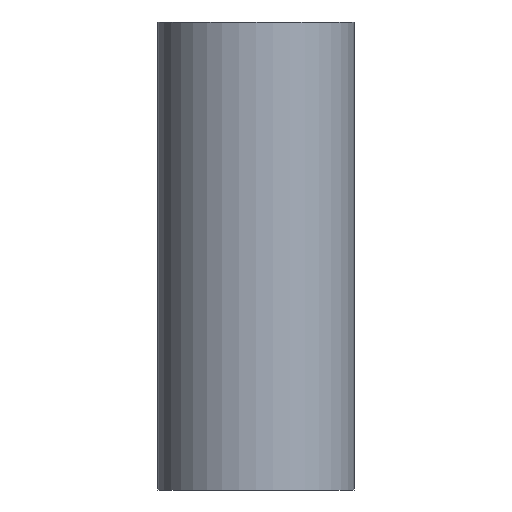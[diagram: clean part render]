
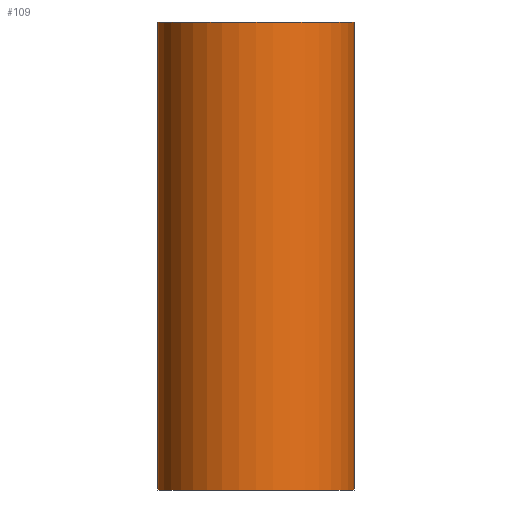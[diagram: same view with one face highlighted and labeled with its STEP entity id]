
A CAD part, front view. The second image highlights one B-rep face of the part: STEP entity #109.
In plain terms, the highlighted cylindrical face has radius 21 mm (diameter 42 mm), a partial arc.
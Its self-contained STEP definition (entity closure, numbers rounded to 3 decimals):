
#4 = VERTEX_POINT ( 'NONE', #1454 ) ;
#32 = CARTESIAN_POINT ( 'NONE',  ( 21., 0., 100. ) ) ;
#67 = CARTESIAN_POINT ( 'NONE',  ( 21., 0., 100. ) ) ;
#69 = AXIS2_PLACEMENT_3D ( 'NONE', #2898, #2388, #2637 ) ;
#109 = ADVANCED_FACE ( 'NONE', ( #362 ), #1287, .T. ) ;
#362 = FACE_OUTER_BOUND ( 'NONE', #2916, .T. ) ;
#364 = VERTEX_POINT ( 'NONE', #841 ) ;
#407 = DIRECTION ( 'NONE',  ( 0., 0., -1. ) ) ;
#455 = AXIS2_PLACEMENT_3D ( 'NONE', #1170, #1412, #1881 ) ;
#645 = VECTOR ( 'NONE', #1691, 1000. ) ;
#832 = EDGE_CURVE ( 'NONE', #2475, #4, #1984, .T. ) ;
#841 = CARTESIAN_POINT ( 'NONE',  ( -21., 0., 100. ) ) ;
#1170 = CARTESIAN_POINT ( 'NONE',  ( 0., 0., 100. ) ) ;
#1287 = CYLINDRICAL_SURFACE ( 'NONE', #69, 21. ) ;
#1305 = CIRCLE ( 'NONE', #1810, 21. ) ;
#1412 = DIRECTION ( 'NONE',  ( 0., 0., 1. ) ) ;
#1454 = CARTESIAN_POINT ( 'NONE',  ( 21., 0., 0. ) ) ;
#1545 = ORIENTED_EDGE ( 'NONE', *, *, #1768, .T. ) ;
#1691 = DIRECTION ( 'NONE',  ( 0., 0., -1. ) ) ;
#1737 = ORIENTED_EDGE ( 'NONE', *, *, #2390, .F. ) ;
#1738 = ORIENTED_EDGE ( 'NONE', *, *, #2117, .T. ) ;
#1763 = ORIENTED_EDGE ( 'NONE', *, *, #832, .F. ) ;
#1768 = EDGE_CURVE ( 'NONE', #364, #2650, #2251, .T. ) ;
#1810 = AXIS2_PLACEMENT_3D ( 'NONE', #2656, #2238, #2208 ) ;
#1881 = DIRECTION ( 'NONE',  ( 1., 0., 0. ) ) ;
#1984 = LINE ( 'NONE', #67, #645 ) ;
#2117 = EDGE_CURVE ( 'NONE', #2650, #4, #1305, .T. ) ;
#2177 = VECTOR ( 'NONE', #407, 1000. ) ;
#2208 = DIRECTION ( 'NONE',  ( 1., 0., 0. ) ) ;
#2238 = DIRECTION ( 'NONE',  ( 0., 0., 1. ) ) ;
#2251 = LINE ( 'NONE', #2965, #2177 ) ;
#2388 = DIRECTION ( 'NONE',  ( 0., 0., -1. ) ) ;
#2390 = EDGE_CURVE ( 'NONE', #364, #2475, #2825, .T. ) ;
#2475 = VERTEX_POINT ( 'NONE', #32 ) ;
#2637 = DIRECTION ( 'NONE',  ( -1., 0., 0. ) ) ;
#2650 = VERTEX_POINT ( 'NONE', #2673 ) ;
#2656 = CARTESIAN_POINT ( 'NONE',  ( 0., 0., 0. ) ) ;
#2673 = CARTESIAN_POINT ( 'NONE',  ( -21., 0., 0. ) ) ;
#2825 = CIRCLE ( 'NONE', #455, 21. ) ;
#2898 = CARTESIAN_POINT ( 'NONE',  ( 0., 0., 100. ) ) ;
#2916 = EDGE_LOOP ( 'NONE', ( #1763, #1737, #1545, #1738 ) ) ;
#2965 = CARTESIAN_POINT ( 'NONE',  ( -21., 0., 100. ) ) ;
